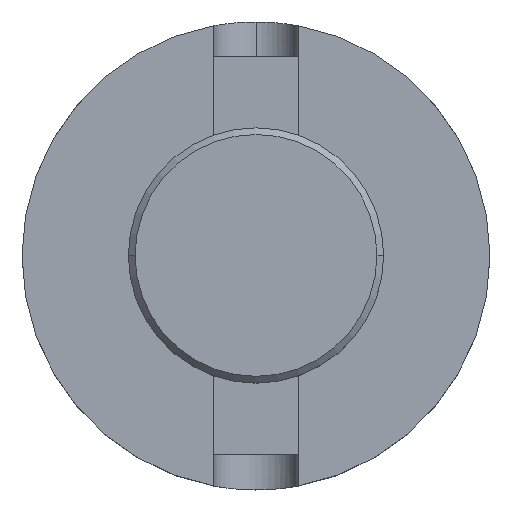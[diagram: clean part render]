
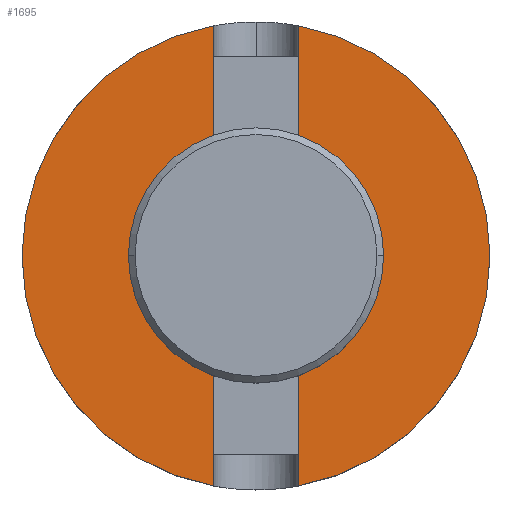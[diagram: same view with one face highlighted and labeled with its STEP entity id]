
A CAD part, top view. The second image highlights one B-rep face of the part: STEP entity #1695.
In plain terms, the highlighted planar face has unit normal (0, 0, 1).
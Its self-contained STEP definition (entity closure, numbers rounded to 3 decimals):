
#41 = VERTEX_POINT ( 'NONE', #2194 ) ;
#53 = ORIENTED_EDGE ( 'NONE', *, *, #1957, .F. ) ;
#61 = CARTESIAN_POINT ( 'NONE',  ( -6.35, -34.343, 56.134 ) ) ;
#157 = LINE ( 'NONE', #3128, #2740 ) ;
#200 = CARTESIAN_POINT ( 'NONE',  ( -34.925, 0., 56.134 ) ) ;
#211 = AXIS2_PLACEMENT_3D ( 'NONE', #2256, #3032, #2769 ) ;
#229 = CARTESIAN_POINT ( 'NONE',  ( 0., -17., 56.134 ) ) ;
#325 = VERTEX_POINT ( 'NONE', #1095 ) ;
#335 = VERTEX_POINT ( 'NONE', #1329 ) ;
#354 = ORIENTED_EDGE ( 'NONE', *, *, #2385, .F. ) ;
#361 = LINE ( 'NONE', #762, #1584 ) ;
#408 = VECTOR ( 'NONE', #672, 1000. ) ;
#421 = LINE ( 'NONE', #2856, #1650 ) ;
#452 = DIRECTION ( 'NONE',  ( 1., 0., 0. ) ) ;
#456 = DIRECTION ( 'NONE',  ( -1., 0., 0. ) ) ;
#458 = FACE_OUTER_BOUND ( 'NONE', #503, .T. ) ;
#477 = CIRCLE ( 'NONE', #2177, 15.875 ) ;
#503 = EDGE_LOOP ( 'NONE', ( #3197, #918, #1675, #1294, #977, #354, #1668, #1098, #53, #2832 ) ) ;
#559 = CARTESIAN_POINT ( 'NONE',  ( -6.35, 17., 56.134 ) ) ;
#672 = DIRECTION ( 'NONE',  ( 1., 0., 0. ) ) ;
#762 = CARTESIAN_POINT ( 'NONE',  ( -6.35, 0., 56.134 ) ) ;
#881 = VERTEX_POINT ( 'NONE', #61 ) ;
#918 = ORIENTED_EDGE ( 'NONE', *, *, #2199, .T. ) ;
#937 = CARTESIAN_POINT ( 'NONE',  ( 0., 17., 56.134 ) ) ;
#977 = ORIENTED_EDGE ( 'NONE', *, *, #1264, .F. ) ;
#979 = CARTESIAN_POINT ( 'NONE',  ( -15.875, 0., 56.134 ) ) ;
#982 = VECTOR ( 'NONE', #2227, 1000. ) ;
#1075 = EDGE_CURVE ( 'NONE', #3229, #1902, #1748, .T. ) ;
#1095 = CARTESIAN_POINT ( 'NONE',  ( 6.35, -17., 56.134 ) ) ;
#1098 = ORIENTED_EDGE ( 'NONE', *, *, #1986, .T. ) ;
#1150 = CARTESIAN_POINT ( 'NONE',  ( 0., 0., 56.134 ) ) ;
#1180 = CARTESIAN_POINT ( 'NONE',  ( 0., 0., 56.134 ) ) ;
#1189 = DIRECTION ( 'NONE',  ( 0., 0., 1. ) ) ;
#1193 = DIRECTION ( 'NONE',  ( 0., 0., 1. ) ) ;
#1208 = DIRECTION ( 'NONE',  ( 1., 0., 0. ) ) ;
#1217 = DIRECTION ( 'NONE',  ( 0., 0., 1. ) ) ;
#1240 = EDGE_CURVE ( 'NONE', #1902, #3229, #477, .T. ) ;
#1264 = EDGE_CURVE ( 'NONE', #3159, #2877, #1714, .T. ) ;
#1294 = ORIENTED_EDGE ( 'NONE', *, *, #2137, .F. ) ;
#1296 = ORIENTED_EDGE ( 'NONE', *, *, #1240, .F. ) ;
#1329 = CARTESIAN_POINT ( 'NONE',  ( 6.35, -34.343, 56.134 ) ) ;
#1402 = VERTEX_POINT ( 'NONE', #1627 ) ;
#1409 = VERTEX_POINT ( 'NONE', #200 ) ;
#1418 = VECTOR ( 'NONE', #456, 1000. ) ;
#1547 = DIRECTION ( 'NONE',  ( 0., -1., 0. ) ) ;
#1584 = VECTOR ( 'NONE', #2797, 1000. ) ;
#1604 = EDGE_CURVE ( 'NONE', #325, #41, #2120, .T. ) ;
#1627 = CARTESIAN_POINT ( 'NONE',  ( 6.35, 34.343, 56.134 ) ) ;
#1650 = VECTOR ( 'NONE', #1547, 1000. ) ;
#1668 = ORIENTED_EDGE ( 'NONE', *, *, #1925, .T. ) ;
#1675 = ORIENTED_EDGE ( 'NONE', *, *, #1872, .T. ) ;
#1677 = DIRECTION ( 'NONE',  ( 0., 0., 1. ) ) ;
#1695 = ADVANCED_FACE ( 'NONE', ( #2972, #458 ), #2138, .F. ) ;
#1709 = ORIENTED_EDGE ( 'NONE', *, *, #1075, .F. ) ;
#1714 = LINE ( 'NONE', #937, #408 ) ;
#1715 = CARTESIAN_POINT ( 'NONE',  ( 6.35, 0., 56.134 ) ) ;
#1746 = VERTEX_POINT ( 'NONE', #2996 ) ;
#1748 = CIRCLE ( 'NONE', #211, 15.875 ) ;
#1872 = EDGE_CURVE ( 'NONE', #2975, #1402, #1969, .T. ) ;
#1902 = VERTEX_POINT ( 'NONE', #2019 ) ;
#1925 = EDGE_CURVE ( 'NONE', #1746, #1409, #3247, .T. ) ;
#1942 = EDGE_LOOP ( 'NONE', ( #1296, #1709 ) ) ;
#1955 = DIRECTION ( 'NONE',  ( 1., 0., 0. ) ) ;
#1957 = EDGE_CURVE ( 'NONE', #41, #881, #421, .T. ) ;
#1969 = CIRCLE ( 'NONE', #3023, 34.925 ) ;
#1974 = CARTESIAN_POINT ( 'NONE',  ( 0., 0., 56.134 ) ) ;
#1980 = CIRCLE ( 'NONE', #2723, 34.925 ) ;
#1986 = EDGE_CURVE ( 'NONE', #1409, #881, #2254, .T. ) ;
#2019 = CARTESIAN_POINT ( 'NONE',  ( 15.875, 0., 56.134 ) ) ;
#2106 = LINE ( 'NONE', #1715, #982 ) ;
#2120 = LINE ( 'NONE', #229, #1418 ) ;
#2122 = CARTESIAN_POINT ( 'NONE',  ( 35.344, -34.755, 56.134 ) ) ;
#2137 = EDGE_CURVE ( 'NONE', #2877, #1402, #157, .T. ) ;
#2138 = PLANE ( 'NONE',  #3095 ) ;
#2177 = AXIS2_PLACEMENT_3D ( 'NONE', #1150, #1677, #452 ) ;
#2192 = DIRECTION ( 'NONE',  ( 0., 0., -1. ) ) ;
#2194 = CARTESIAN_POINT ( 'NONE',  ( -6.35, -17., 56.134 ) ) ;
#2199 = EDGE_CURVE ( 'NONE', #335, #2975, #1980, .T. ) ;
#2212 = DIRECTION ( 'NONE',  ( -1., 0., 0. ) ) ;
#2227 = DIRECTION ( 'NONE',  ( 0., 1., 0. ) ) ;
#2254 = CIRCLE ( 'NONE', #2805, 34.925 ) ;
#2256 = CARTESIAN_POINT ( 'NONE',  ( 0., 0., 56.134 ) ) ;
#2262 = CARTESIAN_POINT ( 'NONE',  ( 6.35, 17., 56.134 ) ) ;
#2385 = EDGE_CURVE ( 'NONE', #1746, #3159, #361, .T. ) ;
#2551 = DIRECTION ( 'NONE',  ( 1., 0., 0. ) ) ;
#2621 = DIRECTION ( 'NONE',  ( 0., 1., 0. ) ) ;
#2723 = AXIS2_PLACEMENT_3D ( 'NONE', #1180, #1193, #1208 ) ;
#2740 = VECTOR ( 'NONE', #2621, 1000. ) ;
#2769 = DIRECTION ( 'NONE',  ( 1., 0., 0. ) ) ;
#2773 = CARTESIAN_POINT ( 'NONE',  ( 0., 0., 56.134 ) ) ;
#2797 = DIRECTION ( 'NONE',  ( 0., -1., 0. ) ) ;
#2805 = AXIS2_PLACEMENT_3D ( 'NONE', #2773, #1189, #2551 ) ;
#2807 = CARTESIAN_POINT ( 'NONE',  ( 0., 0., 56.134 ) ) ;
#2831 = DIRECTION ( 'NONE',  ( 0., 0., 1. ) ) ;
#2832 = ORIENTED_EDGE ( 'NONE', *, *, #1604, .F. ) ;
#2856 = CARTESIAN_POINT ( 'NONE',  ( -6.35, 0., 56.134 ) ) ;
#2877 = VERTEX_POINT ( 'NONE', #2262 ) ;
#2930 = AXIS2_PLACEMENT_3D ( 'NONE', #2807, #2831, #2982 ) ;
#2972 = FACE_BOUND ( 'NONE', #1942, .T. ) ;
#2975 = VERTEX_POINT ( 'NONE', #2988 ) ;
#2982 = DIRECTION ( 'NONE',  ( 1., 0., 0. ) ) ;
#2988 = CARTESIAN_POINT ( 'NONE',  ( 34.925, 0., 56.134 ) ) ;
#2994 = EDGE_CURVE ( 'NONE', #335, #325, #2106, .T. ) ;
#2996 = CARTESIAN_POINT ( 'NONE',  ( -6.35, 34.343, 56.134 ) ) ;
#3023 = AXIS2_PLACEMENT_3D ( 'NONE', #1974, #1217, #1955 ) ;
#3032 = DIRECTION ( 'NONE',  ( 0., 0., 1. ) ) ;
#3095 = AXIS2_PLACEMENT_3D ( 'NONE', #2122, #2192, #2212 ) ;
#3128 = CARTESIAN_POINT ( 'NONE',  ( 6.35, 0., 56.134 ) ) ;
#3159 = VERTEX_POINT ( 'NONE', #559 ) ;
#3197 = ORIENTED_EDGE ( 'NONE', *, *, #2994, .F. ) ;
#3229 = VERTEX_POINT ( 'NONE', #979 ) ;
#3247 = CIRCLE ( 'NONE', #2930, 34.925 ) ;
